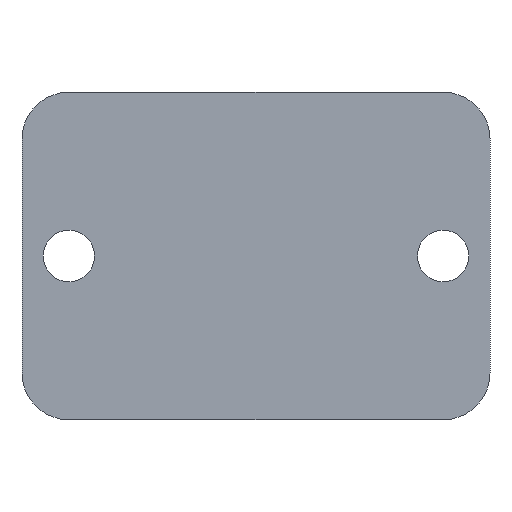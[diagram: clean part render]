
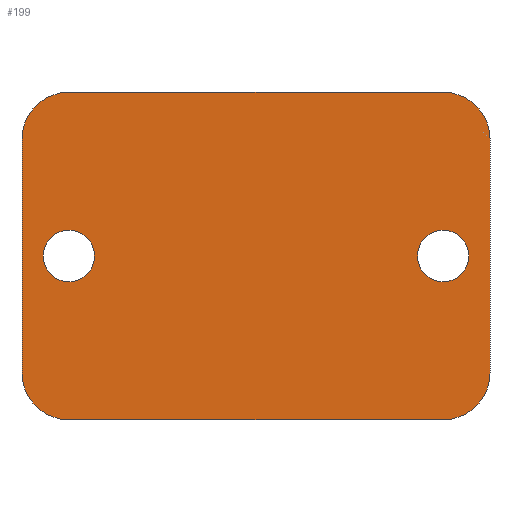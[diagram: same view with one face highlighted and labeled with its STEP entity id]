
A CAD part, front view. The second image highlights one B-rep face of the part: STEP entity #199.
In plain terms, the highlighted planar face has unit normal (0, -1, 0).
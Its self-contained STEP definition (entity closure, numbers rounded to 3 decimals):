
#199 = ADVANCED_FACE( '', ( #462, #463, #464 ), #465, .F. );
#462 = FACE_BOUND( '', #811, .T. );
#463 = FACE_BOUND( '', #812, .T. );
#464 = FACE_OUTER_BOUND( '', #813, .T. );
#465 = PLANE( '', #814 );
#811 = EDGE_LOOP( '', ( #1317 ) );
#812 = EDGE_LOOP( '', ( #1318 ) );
#813 = EDGE_LOOP( '', ( #1319, #1320, #1321, #1322, #1323, #1324, #1325, #1326 ) );
#814 = AXIS2_PLACEMENT_3D( '', #1327, #1328, #1329 );
#1317 = ORIENTED_EDGE( '', *, *, #2039, .T. );
#1318 = ORIENTED_EDGE( '', *, *, #2040, .T. );
#1319 = ORIENTED_EDGE( '', *, *, #2041, .F. );
#1320 = ORIENTED_EDGE( '', *, *, #2042, .F. );
#1321 = ORIENTED_EDGE( '', *, *, #2043, .F. );
#1322 = ORIENTED_EDGE( '', *, *, #2044, .F. );
#1323 = ORIENTED_EDGE( '', *, *, #2045, .F. );
#1324 = ORIENTED_EDGE( '', *, *, #2046, .F. );
#1325 = ORIENTED_EDGE( '', *, *, #2047, .F. );
#1326 = ORIENTED_EDGE( '', *, *, #1975, .F. );
#1327 = CARTESIAN_POINT( '', ( -20., 0., -12.5 ) );
#1328 = DIRECTION( '', ( 0., 1., 0. ) );
#1329 = DIRECTION( '', ( 0., 0., 1. ) );
#1975 = EDGE_CURVE( '', #2355, #2356, #2357, .T. );
#2039 = EDGE_CURVE( '', #2454, #2454, #2455, .T. );
#2040 = EDGE_CURVE( '', #2456, #2456, #2457, .T. );
#2041 = EDGE_CURVE( '', #2458, #2355, #2459, .T. );
#2042 = EDGE_CURVE( '', #2460, #2458, #2461, .T. );
#2043 = EDGE_CURVE( '', #2462, #2460, #2463, .T. );
#2044 = EDGE_CURVE( '', #2464, #2462, #2465, .T. );
#2045 = EDGE_CURVE( '', #2466, #2464, #2467, .T. );
#2046 = EDGE_CURVE( '', #2468, #2466, #2469, .T. );
#2047 = EDGE_CURVE( '', #2356, #2468, #2470, .T. );
#2355 = VERTEX_POINT( '', #2969 );
#2356 = VERTEX_POINT( '', #2970 );
#2357 = LINE( '', #2971, #2972 );
#2454 = VERTEX_POINT( '', #3123 );
#2455 = CIRCLE( '', #3124, 2.75 );
#2456 = VERTEX_POINT( '', #3125 );
#2457 = CIRCLE( '', #3126, 2.75 );
#2458 = VERTEX_POINT( '', #3127 );
#2459 = CIRCLE( '', #3128, 5. );
#2460 = VERTEX_POINT( '', #3129 );
#2461 = LINE( '', #3130, #3131 );
#2462 = VERTEX_POINT( '', #3132 );
#2463 = CIRCLE( '', #3133, 5. );
#2464 = VERTEX_POINT( '', #3134 );
#2465 = LINE( '', #3135, #3136 );
#2466 = VERTEX_POINT( '', #3137 );
#2467 = CIRCLE( '', #3138, 5. );
#2468 = VERTEX_POINT( '', #3139 );
#2469 = LINE( '', #3140, #3141 );
#2470 = CIRCLE( '', #3142, 5. );
#2969 = CARTESIAN_POINT( '', ( -25., 0., -12.5 ) );
#2970 = CARTESIAN_POINT( '', ( -25., 0., 12.5 ) );
#2971 = CARTESIAN_POINT( '', ( -25., 0., -12.5 ) );
#2972 = VECTOR( '', #3516, 1000. );
#3123 = CARTESIAN_POINT( '', ( -17.25, 0., 0. ) );
#3124 = AXIS2_PLACEMENT_3D( '', #3572, #3573, #3574 );
#3125 = CARTESIAN_POINT( '', ( 22.75, 0., 0. ) );
#3126 = AXIS2_PLACEMENT_3D( '', #3575, #3576, #3577 );
#3127 = CARTESIAN_POINT( '', ( -20., 0., -17.5 ) );
#3128 = AXIS2_PLACEMENT_3D( '', #3578, #3579, #3580 );
#3129 = CARTESIAN_POINT( '', ( 20., 0., -17.5 ) );
#3130 = CARTESIAN_POINT( '', ( 20., 0., -17.5 ) );
#3131 = VECTOR( '', #3581, 1000. );
#3132 = CARTESIAN_POINT( '', ( 25., 0., -12.5 ) );
#3133 = AXIS2_PLACEMENT_3D( '', #3582, #3583, #3584 );
#3134 = CARTESIAN_POINT( '', ( 25., 0., 12.5 ) );
#3135 = CARTESIAN_POINT( '', ( 25., 0., 12.5 ) );
#3136 = VECTOR( '', #3585, 1000. );
#3137 = CARTESIAN_POINT( '', ( 20., 0., 17.5 ) );
#3138 = AXIS2_PLACEMENT_3D( '', #3586, #3587, #3588 );
#3139 = CARTESIAN_POINT( '', ( -20., 0., 17.5 ) );
#3140 = CARTESIAN_POINT( '', ( -20., 0., 17.5 ) );
#3141 = VECTOR( '', #3589, 1000. );
#3142 = AXIS2_PLACEMENT_3D( '', #3590, #3591, #3592 );
#3516 = DIRECTION( '', ( 0., 0., 1. ) );
#3572 = CARTESIAN_POINT( '', ( -20., 0., 0. ) );
#3573 = DIRECTION( '', ( 0., 1., 0. ) );
#3574 = DIRECTION( '', ( 1., 0., 0. ) );
#3575 = CARTESIAN_POINT( '', ( 20., 0., 0. ) );
#3576 = DIRECTION( '', ( 0., 1., 0. ) );
#3577 = DIRECTION( '', ( 1., 0., 0. ) );
#3578 = CARTESIAN_POINT( '', ( -20., 0., -12.5 ) );
#3579 = DIRECTION( '', ( 0., 1., 0. ) );
#3580 = DIRECTION( '', ( 1., 0., 0. ) );
#3581 = DIRECTION( '', ( -1., 0., 0. ) );
#3582 = CARTESIAN_POINT( '', ( 20., 0., -12.5 ) );
#3583 = DIRECTION( '', ( 0., 1., 0. ) );
#3584 = DIRECTION( '', ( 1., 0., 0. ) );
#3585 = DIRECTION( '', ( 0., 0., -1. ) );
#3586 = CARTESIAN_POINT( '', ( 20., 0., 12.5 ) );
#3587 = DIRECTION( '', ( 0., 1., 0. ) );
#3588 = DIRECTION( '', ( 1., 0., 0. ) );
#3589 = DIRECTION( '', ( 1., 0., 0. ) );
#3590 = CARTESIAN_POINT( '', ( -20., 0., 12.5 ) );
#3591 = DIRECTION( '', ( 0., 1., 0. ) );
#3592 = DIRECTION( '', ( 1., 0., 0. ) );
